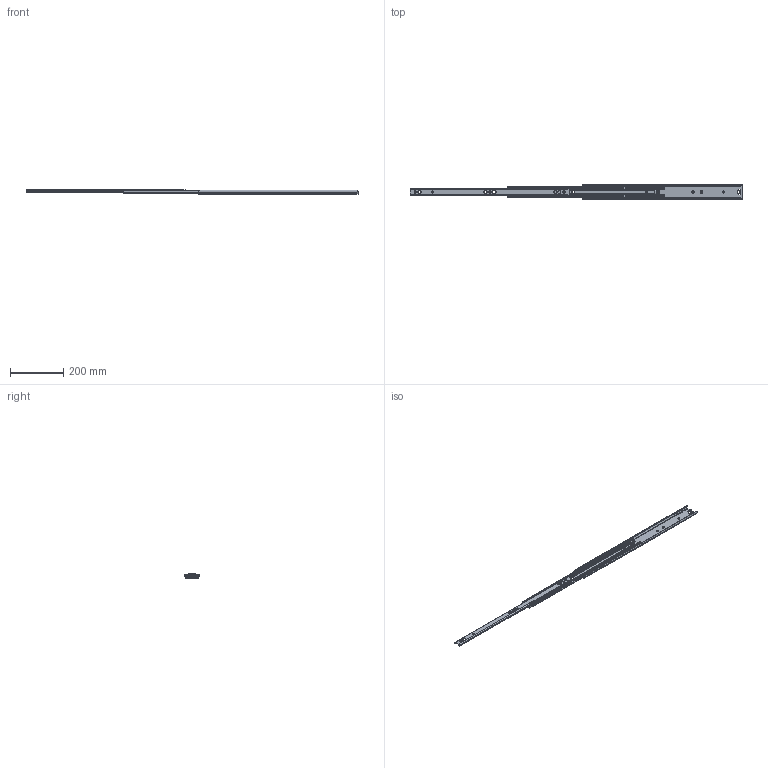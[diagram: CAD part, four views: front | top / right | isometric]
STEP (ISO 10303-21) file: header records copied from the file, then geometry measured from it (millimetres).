
FILE_DESCRIPTION(/* description */ ('ULFHD-D- 600/650mm (17.5) Zinc-Magnesium (vervallen)'),/* implementation_level */ '2;1');
FILE_NAME(/* name */ 'M12-AA6_00_open.stp',/* time_stamp */ '2025-09-08T14:25:37+02:00',/* author */ ('l.hoffmann'),/* organization */ (''),/* preprocessor_version */ 'ST-DEVELOPER v20',/* originating_system */ 'Autodesk Inventor 2022',/* authorisation */ '');
FILE_SCHEMA (('AUTOMOTIVE_DESIGN { 1 0 10303 214 3 1 1 }'));
Products named in the file (14): M12-L91; 511-M12-L91-HMA; 511-M12-L91-HMA_1; E000171605; E000171602; E000171601; 512-M12-L91-UM2; 512-M12-L91-UM2_1; E000171614; E000171592; E000171610; E000171612; 514-M12-L91-MB3; 514-M12-L91-MB3_1
Assembly tree (43 placements, depth 3):
  M12-L91
    511-M12-L91-HMA
      511-M12-L91-HMA_1
    E000171605
      E000171592
      E000171602
      E000171601  x18
    512-M12-L91-UM2
      512-M12-L91-UM2_1
    E000171614
      E000171592
      E000171610
      E000171612  x13
    514-M12-L91-MB3
      514-M12-L91-MB3_1
Bounding box: 1250 x 55.78 x 17.25 mm (x, y, z)
Volume: 214837.8 mm3; surface area: 290333.3 mm2
Topology: 67 solids, 67 shells, 1761 faces, 5248 edges, 3488 vertices
Faces by surface type: plane 858, cylinder 789, sphere 62, cone 42, bspline 10
Full cylindrical faces by diameter (mm): 5.56 x26, 6.35 x36, 8 x3, 11 x1
Entity records: 60372 total; most frequent: CARTESIAN_POINT 12055, DIRECTION 10152, ORIENTED_EDGE 10132, EDGE_CURVE 5066, AXIS2_PLACEMENT_3D 3527, VERTEX_POINT 3372, LINE 3098, VECTOR 3098
